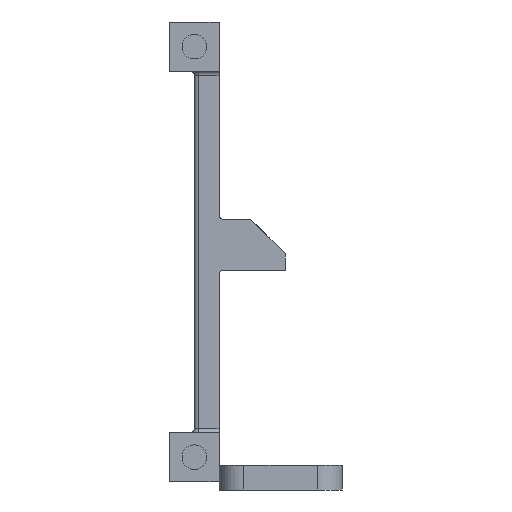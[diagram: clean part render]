
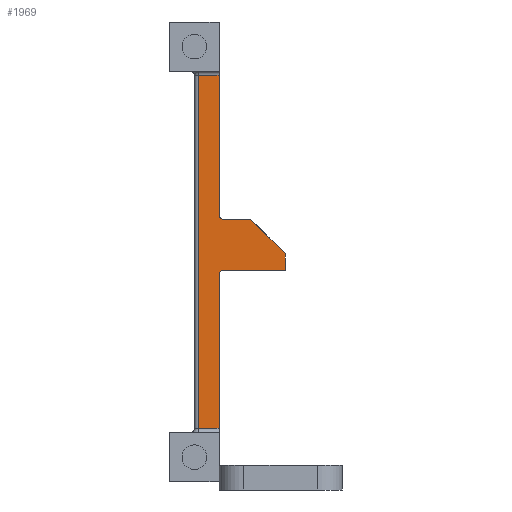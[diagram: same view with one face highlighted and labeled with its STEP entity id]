
A CAD part, front view. The second image highlights one B-rep face of the part: STEP entity #1969.
In plain terms, the highlighted planar face has unit normal (0, -1, 0).
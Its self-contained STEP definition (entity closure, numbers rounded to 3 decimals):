
#134 = CARTESIAN_POINT ( 'NONE',  ( 3., -34., 7.5 ) ) ;
#135 = ORIENTED_EDGE ( 'NONE', *, *, #3844, .T. ) ;
#235 = EDGE_CURVE ( 'NONE', #3847, #3694, #3148, .T. ) ;
#355 = DIRECTION ( 'NONE',  ( -1., 0., 0. ) ) ;
#361 = CARTESIAN_POINT ( 'NONE',  ( 3.5, -34., 51. ) ) ;
#366 = AXIS2_PLACEMENT_3D ( 'NONE', #563, #3279, #2996 ) ;
#378 = DIRECTION ( 'NONE',  ( 0., 1., 0. ) ) ;
#440 = EDGE_CURVE ( 'NONE', #1733, #707, #1117, .T. ) ;
#498 = VERTEX_POINT ( 'NONE', #1960 ) ;
#563 = CARTESIAN_POINT ( 'NONE',  ( 6.5, -34., 33.498 ) ) ;
#587 = VECTOR ( 'NONE', #2892, 1000. ) ;
#665 = CARTESIAN_POINT ( 'NONE',  ( 6., -34., 32.998 ) ) ;
#669 = DIRECTION ( 'NONE',  ( 0., 0., -1. ) ) ;
#678 = ORIENTED_EDGE ( 'NONE', *, *, #1856, .T. ) ;
#707 = VERTEX_POINT ( 'NONE', #2335 ) ;
#730 = LINE ( 'NONE', #665, #3476 ) ;
#732 = CARTESIAN_POINT ( 'NONE',  ( 3., -34., 50.5 ) ) ;
#926 = EDGE_CURVE ( 'NONE', #707, #3847, #730, .T. ) ;
#948 = VERTEX_POINT ( 'NONE', #994 ) ;
#994 = CARTESIAN_POINT ( 'NONE',  ( 6., -34., 26.256 ) ) ;
#1051 = DIRECTION ( 'NONE',  ( 1., 0., 0. ) ) ;
#1105 = EDGE_CURVE ( 'NONE', #1200, #1733, #1946, .T. ) ;
#1117 = LINE ( 'NONE', #2487, #2137 ) ;
#1158 = VECTOR ( 'NONE', #1720, 1000. ) ;
#1200 = VERTEX_POINT ( 'NONE', #2133 ) ;
#1202 = VECTOR ( 'NONE', #1051, 1000. ) ;
#1252 = AXIS2_PLACEMENT_3D ( 'NONE', #3111, #3143, #2265 ) ;
#1278 = DIRECTION ( 'NONE',  ( -1., 0., 0. ) ) ;
#1281 = AXIS2_PLACEMENT_3D ( 'NONE', #3651, #378, #1278 ) ;
#1335 = ORIENTED_EDGE ( 'NONE', *, *, #2991, .F. ) ;
#1338 = LINE ( 'NONE', #134, #1202 ) ;
#1380 = CARTESIAN_POINT ( 'NONE',  ( 14.073, -34., 26.756 ) ) ;
#1386 = LINE ( 'NONE', #3208, #587 ) ;
#1499 = EDGE_CURVE ( 'NONE', #2710, #3694, #1386, .T. ) ;
#1517 = CARTESIAN_POINT ( 'NONE',  ( 6.5, -34., 26.756 ) ) ;
#1546 = CARTESIAN_POINT ( 'NONE',  ( 14.073, -34., 28.756 ) ) ;
#1666 = PLANE ( 'NONE',  #1252 ) ;
#1691 = CARTESIAN_POINT ( 'NONE',  ( 14.073, -34., 28.756 ) ) ;
#1720 = DIRECTION ( 'NONE',  ( 0., 0., 1. ) ) ;
#1733 = VERTEX_POINT ( 'NONE', #1546 ) ;
#1841 = CARTESIAN_POINT ( 'NONE',  ( 6., -34., 51. ) ) ;
#1856 = EDGE_CURVE ( 'NONE', #2553, #2348, #1907, .T. ) ;
#1907 = LINE ( 'NONE', #361, #2561 ) ;
#1946 = LINE ( 'NONE', #1691, #1158 ) ;
#1960 = CARTESIAN_POINT ( 'NONE',  ( 6., -34., 7.5 ) ) ;
#1969 = ADVANCED_FACE ( 'NONE', ( #2879 ), #1666, .F. ) ;
#1996 = EDGE_CURVE ( 'NONE', #2710, #2553, #2465, .T. ) ;
#2015 = EDGE_CURVE ( 'NONE', #2348, #498, #1338, .T. ) ;
#2133 = CARTESIAN_POINT ( 'NONE',  ( 14.073, -34., 26.756 ) ) ;
#2137 = VECTOR ( 'NONE', #2204, 1000. ) ;
#2204 = DIRECTION ( 'NONE',  ( -0.707, 0., 0.707 ) ) ;
#2265 = DIRECTION ( 'NONE',  ( -1., 0., 0. ) ) ;
#2293 = VERTEX_POINT ( 'NONE', #1517 ) ;
#2298 = ORIENTED_EDGE ( 'NONE', *, *, #1499, .F. ) ;
#2307 = CARTESIAN_POINT ( 'NONE',  ( 6., -34., 50.5 ) ) ;
#2314 = ORIENTED_EDGE ( 'NONE', *, *, #235, .T. ) ;
#2335 = CARTESIAN_POINT ( 'NONE',  ( 9.83, -34., 32.998 ) ) ;
#2348 = VERTEX_POINT ( 'NONE', #3318 ) ;
#2428 = ORIENTED_EDGE ( 'NONE', *, *, #1105, .T. ) ;
#2459 = VECTOR ( 'NONE', #3190, 1000. ) ;
#2465 = LINE ( 'NONE', #732, #3100 ) ;
#2487 = CARTESIAN_POINT ( 'NONE',  ( 9.83, -34., 32.998 ) ) ;
#2553 = VERTEX_POINT ( 'NONE', #3524 ) ;
#2555 = DIRECTION ( 'NONE',  ( -1., 0., 0. ) ) ;
#2561 = VECTOR ( 'NONE', #669, 1000. ) ;
#2597 = LINE ( 'NONE', #1380, #2459 ) ;
#2638 = LINE ( 'NONE', #1841, #2824 ) ;
#2710 = VERTEX_POINT ( 'NONE', #2307 ) ;
#2741 = ORIENTED_EDGE ( 'NONE', *, *, #1996, .T. ) ;
#2764 = ORIENTED_EDGE ( 'NONE', *, *, #2015, .T. ) ;
#2765 = ORIENTED_EDGE ( 'NONE', *, *, #926, .T. ) ;
#2811 = ORIENTED_EDGE ( 'NONE', *, *, #440, .T. ) ;
#2824 = VECTOR ( 'NONE', #3620, 1000. ) ;
#2859 = CIRCLE ( 'NONE', #1281, 0.5 ) ;
#2879 = FACE_OUTER_BOUND ( 'NONE', #2898, .T. ) ;
#2892 = DIRECTION ( 'NONE',  ( 0., 0., -1. ) ) ;
#2898 = EDGE_LOOP ( 'NONE', ( #678, #2764, #1335, #3653, #135, #2428, #2811, #2765, #2314, #2298, #2741 ) ) ;
#2991 = EDGE_CURVE ( 'NONE', #948, #498, #2638, .T. ) ;
#2996 = DIRECTION ( 'NONE',  ( -1., 0., 0. ) ) ;
#3100 = VECTOR ( 'NONE', #2555, 1000. ) ;
#3102 = CARTESIAN_POINT ( 'NONE',  ( 6., -34., 33.498 ) ) ;
#3111 = CARTESIAN_POINT ( 'NONE',  ( 3., -34., 51. ) ) ;
#3143 = DIRECTION ( 'NONE',  ( 0., 1., 0. ) ) ;
#3148 = CIRCLE ( 'NONE', #366, 0.5 ) ;
#3172 = CARTESIAN_POINT ( 'NONE',  ( 6.5, -34., 32.998 ) ) ;
#3190 = DIRECTION ( 'NONE',  ( 1., 0., 0. ) ) ;
#3208 = CARTESIAN_POINT ( 'NONE',  ( 6., -34., 51. ) ) ;
#3279 = DIRECTION ( 'NONE',  ( 0., 1., 0. ) ) ;
#3318 = CARTESIAN_POINT ( 'NONE',  ( 3.5, -34., 7.5 ) ) ;
#3476 = VECTOR ( 'NONE', #355, 1000. ) ;
#3524 = CARTESIAN_POINT ( 'NONE',  ( 3.5, -34., 50.5 ) ) ;
#3560 = EDGE_CURVE ( 'NONE', #948, #2293, #2859, .T. ) ;
#3620 = DIRECTION ( 'NONE',  ( 0., 0., -1. ) ) ;
#3651 = CARTESIAN_POINT ( 'NONE',  ( 6.5, -34., 26.256 ) ) ;
#3653 = ORIENTED_EDGE ( 'NONE', *, *, #3560, .T. ) ;
#3694 = VERTEX_POINT ( 'NONE', #3102 ) ;
#3844 = EDGE_CURVE ( 'NONE', #2293, #1200, #2597, .T. ) ;
#3847 = VERTEX_POINT ( 'NONE', #3172 ) ;
